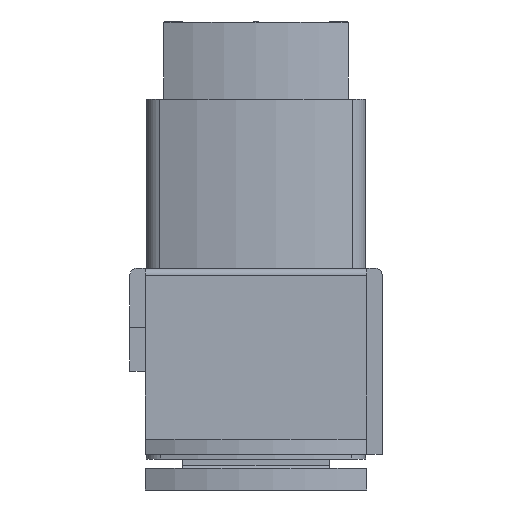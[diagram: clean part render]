
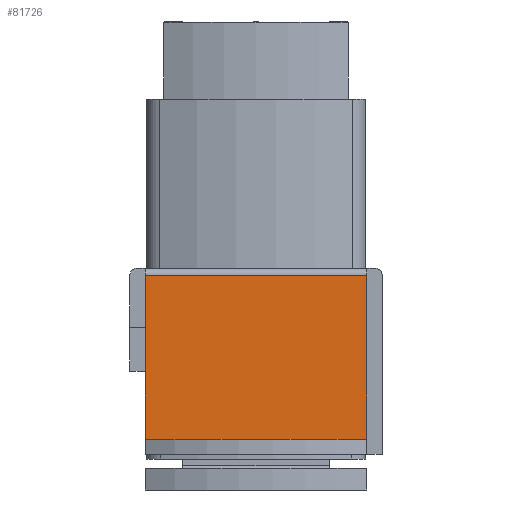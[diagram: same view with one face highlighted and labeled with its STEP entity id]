
A CAD part, left-side view. The second image highlights one B-rep face of the part: STEP entity #81726.
In plain terms, the highlighted planar face has unit normal (-1, 0, 0).
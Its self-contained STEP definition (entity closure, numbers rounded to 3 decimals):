
#78822=DIRECTION('',(0.,-1.,0.));
#78823=VECTOR('',#78822,10.1);
#78824=CARTESIAN_POINT('',(-15.2,5.05,8.357));
#78825=LINE('',#78824,#78823);
#78851=DIRECTION('',(0.,0.,1.));
#78852=VECTOR('',#78851,7.45);
#78853=CARTESIAN_POINT('',(-15.2,-5.05,0.907));
#78854=LINE('',#78853,#78852);
#78874=DIRECTION('',(0.,0.,1.));
#78875=VECTOR('',#78874,7.45);
#78876=CARTESIAN_POINT('',(-15.2,5.05,0.907));
#78877=LINE('',#78876,#78875);
#78902=DIRECTION('',(0.,1.,0.));
#78903=VECTOR('',#78902,10.1);
#78904=CARTESIAN_POINT('',(-15.2,-5.05,0.907));
#78905=LINE('',#78904,#78903);
#80393=CARTESIAN_POINT('',(-15.2,-5.05,0.907));
#80394=CARTESIAN_POINT('',(-15.2,5.05,0.907));
#80395=VERTEX_POINT('',#80393);
#80396=VERTEX_POINT('',#80394);
#80507=CARTESIAN_POINT('',(-15.2,-5.05,8.357));
#80508=VERTEX_POINT('',#80507);
#80509=CARTESIAN_POINT('',(-15.2,5.05,8.357));
#80510=VERTEX_POINT('',#80509);
#81714=CARTESIAN_POINT('',(-15.2,-5.05,0.907));
#81715=DIRECTION('',(-1.,0.,0.));
#81716=DIRECTION('',(0.,0.,1.));
#81717=AXIS2_PLACEMENT_3D('',#81714,#81715,#81716);
#81718=PLANE('',#81717);
#81719=ORIENTED_EDGE('',*,*,#81634,.T.);
#81720=ORIENTED_EDGE('',*,*,#81655,.F.);
#81722=ORIENTED_EDGE('',*,*,#81721,.T.);
#81723=ORIENTED_EDGE('',*,*,#81701,.T.);
#81724=EDGE_LOOP('',(#81719,#81720,#81722,#81723));
#81725=FACE_OUTER_BOUND('',#81724,.F.);
#81726=ADVANCED_FACE('',(#81725),#81718,.T.);
#81634=EDGE_CURVE('',#80510,#80508,#78825,.T.);
#81655=EDGE_CURVE('',#80395,#80508,#78854,.T.);
#81701=EDGE_CURVE('',#80396,#80510,#78877,.T.);
#81721=EDGE_CURVE('',#80395,#80396,#78905,.T.);
